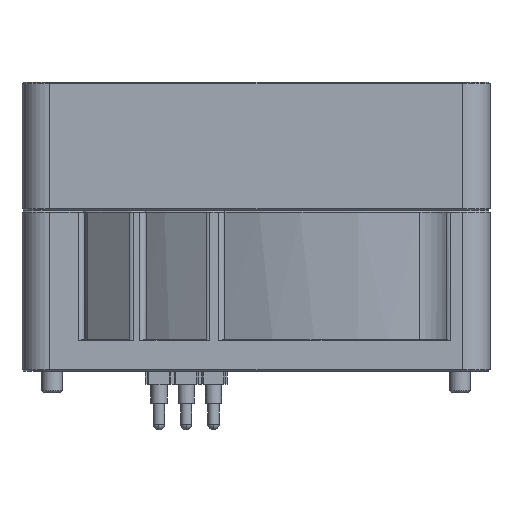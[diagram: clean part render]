
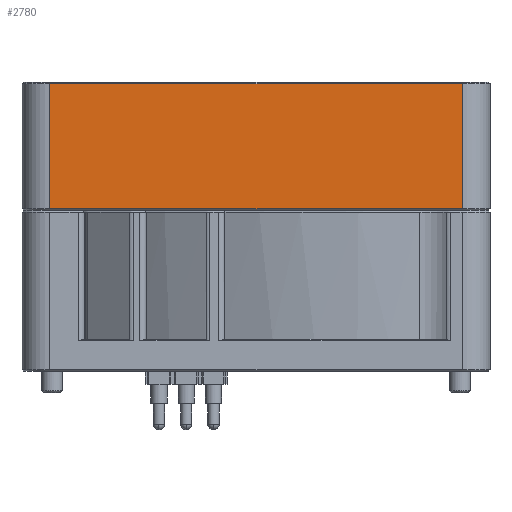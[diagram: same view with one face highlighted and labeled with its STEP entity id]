
A CAD part, left-side view. The second image highlights one B-rep face of the part: STEP entity #2780.
In plain terms, the highlighted face is planar.
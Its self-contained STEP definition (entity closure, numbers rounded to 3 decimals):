
#2780=ADVANCED_FACE('',(#4807),#3695,.F.);
#3695=PLANE('',#28948);
#4807=FACE_OUTER_BOUND('',#6373,.T.);
#6373=EDGE_LOOP('',(#15807,#15808,#15809,#15810));
#8039=LINE('',#47650,#9602);
#8040=LINE('',#47653,#9603);
#8041=LINE('',#47655,#9604);
#8042=LINE('',#47657,#9605);
#9602=VECTOR('',#34277,1.);
#9603=VECTOR('',#34278,1.);
#9604=VECTOR('',#34279,1.);
#9605=VECTOR('',#34280,1.);
#15807=ORIENTED_EDGE('',*,*,#24227,.T.);
#15808=ORIENTED_EDGE('',*,*,#24228,.T.);
#15809=ORIENTED_EDGE('',*,*,#24229,.T.);
#15810=ORIENTED_EDGE('',*,*,#24230,.T.);
#20819=VERTEX_POINT('',#47651);
#20820=VERTEX_POINT('',#47652);
#20821=VERTEX_POINT('',#47654);
#20822=VERTEX_POINT('',#47656);
#24227=EDGE_CURVE('',#20819,#20820,#8039,.T.);
#24228=EDGE_CURVE('',#20820,#20821,#8040,.T.);
#24229=EDGE_CURVE('',#20821,#20822,#8041,.T.);
#24230=EDGE_CURVE('',#20822,#20819,#8042,.T.);
#28948=AXIS2_PLACEMENT_3D('',#47658,#34281,#34282);
#34277=DIRECTION('',(0.,0.,-1.));
#34278=DIRECTION('',(0.,1.,0.));
#34279=DIRECTION('',(0.,0.,1.));
#34280=DIRECTION('',(0.,-1.,0.));
#34281=DIRECTION('',(-1.,0.,0.));
#34282=DIRECTION('',(0.,0.,1.));
#47650=CARTESIAN_POINT('',(34.5,-19.2,0.));
#47651=CARTESIAN_POINT('',(34.5,-19.2,11.8));
#47652=CARTESIAN_POINT('',(34.5,-19.2,0.15));
#47653=CARTESIAN_POINT('',(34.5,19.2,0.15));
#47654=CARTESIAN_POINT('',(34.5,19.2,0.15));
#47655=CARTESIAN_POINT('',(34.5,19.2,0.));
#47656=CARTESIAN_POINT('',(34.5,19.2,11.8));
#47657=CARTESIAN_POINT('',(34.5,21.8,11.8));
#47658=CARTESIAN_POINT('',(34.5,21.8,0.));
